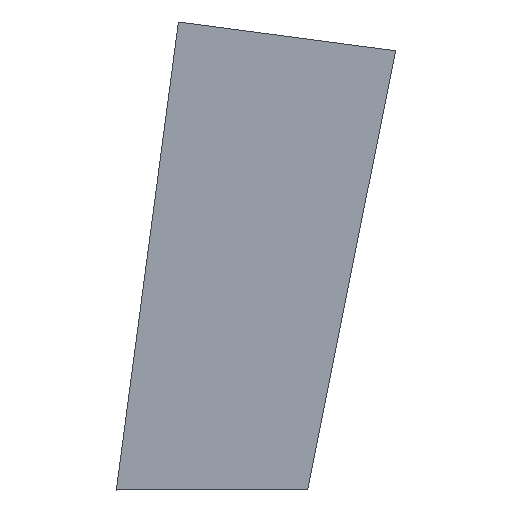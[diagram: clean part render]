
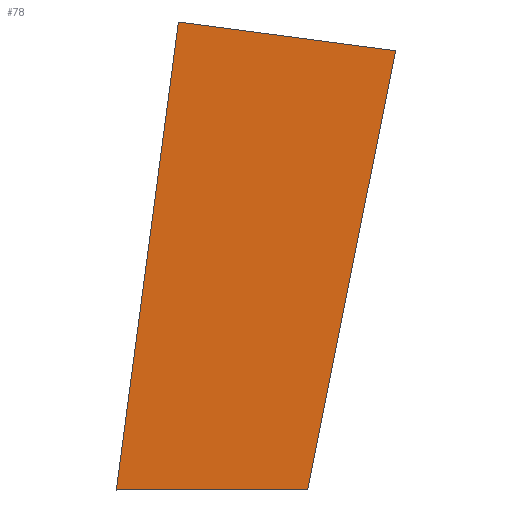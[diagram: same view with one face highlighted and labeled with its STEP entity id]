
A CAD part, top view. The second image highlights one B-rep face of the part: STEP entity #78.
In plain terms, the highlighted face is planar.
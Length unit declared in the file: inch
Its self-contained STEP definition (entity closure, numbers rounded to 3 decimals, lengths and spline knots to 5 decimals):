
#14 = CARTESIAN_POINT ( 'NONE',  ( 1.51914, -0.8285, -1.68568 ) ) ;
#15 = DIRECTION ( 'NONE',  ( 0., 0., 1. ) ) ;
#17 = VERTEX_POINT ( 'NONE', #41 ) ;
#26 = DIRECTION ( 'NONE',  ( -0.011, -0.131, -0.991 ) ) ;
#31 = AXIS2_PLACEMENT_3D ( 'NONE', #75, #102, #90 ) ;
#38 = LINE ( 'NONE', #181, #163 ) ;
#39 = ORIENTED_EDGE ( 'NONE', *, *, #122, .F. ) ;
#41 = CARTESIAN_POINT ( 'NONE',  ( 1.63726, 0.5216, -2.54739 ) ) ;
#51 = DIRECTION ( 'NONE',  ( 0.086, 0.988, -0.131 ) ) ;
#54 = VERTEX_POINT ( 'NONE', #176 ) ;
#70 = CARTESIAN_POINT ( 'NONE',  ( 1.51914, -0.8285, -1.68568 ) ) ;
#73 = ORIENTED_EDGE ( 'NONE', *, *, #164, .F. ) ;
#75 = CARTESIAN_POINT ( 'NONE',  ( 1.57954, -0.13819, 0. ) ) ;
#76 = LINE ( 'NONE', #159, #206 ) ;
#77 = CARTESIAN_POINT ( 'NONE',  ( 1.51914, -0.8285, -2.27623 ) ) ;
#78 = ADVANCED_FACE ( 'NONE', ( #97 ), #173, .T. ) ;
#83 = VECTOR ( 'NONE', #51, 39.37008 ) ;
#90 = DIRECTION ( 'NONE',  ( 0.087, 0.996, 0. ) ) ;
#97 = FACE_OUTER_BOUND ( 'NONE', #203, .T. ) ;
#100 = VERTEX_POINT ( 'NONE', #70 ) ;
#102 = DIRECTION ( 'NONE',  ( 0.996, -0.087, 0. ) ) ;
#112 = LINE ( 'NONE', #183, #158 ) ;
#119 = LINE ( 'NONE', #14, #83 ) ;
#122 = EDGE_CURVE ( 'NONE', #17, #160, #76, .T. ) ;
#127 = DIRECTION ( 'NONE',  ( -0.085, -0.977, 0.196 ) ) ;
#130 = ORIENTED_EDGE ( 'NONE', *, *, #178, .F. ) ;
#133 = EDGE_CURVE ( 'NONE', #54, #17, #38, .T. ) ;
#158 = VECTOR ( 'NONE', #15, 39.37008 ) ;
#159 = CARTESIAN_POINT ( 'NONE',  ( 1.63726, 0.5216, -2.54739 ) ) ;
#160 = VERTEX_POINT ( 'NONE', #77 ) ;
#163 = VECTOR ( 'NONE', #26, 39.37008 ) ;
#164 = EDGE_CURVE ( 'NONE', #100, #54, #119, .T. ) ;
#173 = PLANE ( 'NONE',  #31 ) ;
#176 = CARTESIAN_POINT ( 'NONE',  ( 1.645, 0.61008, -1.87699 ) ) ;
#178 = EDGE_CURVE ( 'NONE', #160, #100, #112, .T. ) ;
#181 = CARTESIAN_POINT ( 'NONE',  ( 1.645, 0.61008, -1.87699 ) ) ;
#183 = CARTESIAN_POINT ( 'NONE',  ( 1.51914, -0.8285, -2.27623 ) ) ;
#195 = ORIENTED_EDGE ( 'NONE', *, *, #133, .F. ) ;
#203 = EDGE_LOOP ( 'NONE', ( #195, #73, #130, #39 ) ) ;
#206 = VECTOR ( 'NONE', #127, 39.37008 ) ;
